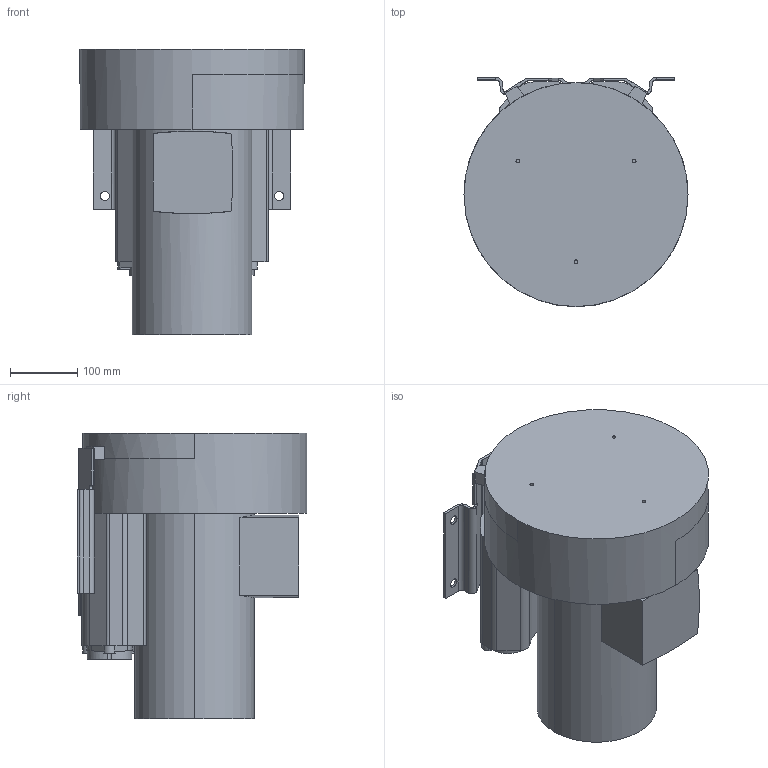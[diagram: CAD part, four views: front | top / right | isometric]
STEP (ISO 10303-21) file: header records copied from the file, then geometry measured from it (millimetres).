
FILE_DESCRIPTION((''),'2;1');
FILE_NAME('2RB530-1AQ36','2024-12-19T',('Administrator'),(''),'PRO/ENGINEER BY PARAMETRIC TECHNOLOGY CORPORATION, 2007090','PRO/ENGINEER BY PARAMETRIC TECHNOLOGY CORPORATION, 2007090','');
FILE_SCHEMA(('AUTOMOTIVE_DESIGN_CC2 { 1 2 10303 214 -1 1 5 2 }'));
Length unit declared in the file: millimetre
Products named in the file (1): 2RB530-1AQ36
Bounding box: 334 x 342 x 425.9 mm (x, y, z)
Volume: 22439642.4 mm3; surface area: 812069.5 mm2
Topology: 3 solids, 3 shells, 235 faces, 705 edges, 488 vertices
Faces by surface type: plane 124, cylinder 109, extrusion 2
Entity records: 8445 total; most frequent: CARTESIAN_POINT 1798, ORIENTED_EDGE 1410, DIRECTION 1402, EDGE_CURVE 705, AXIS2_PLACEMENT_3D 511, VERTEX_POINT 488, VECTOR 380, LINE 378
